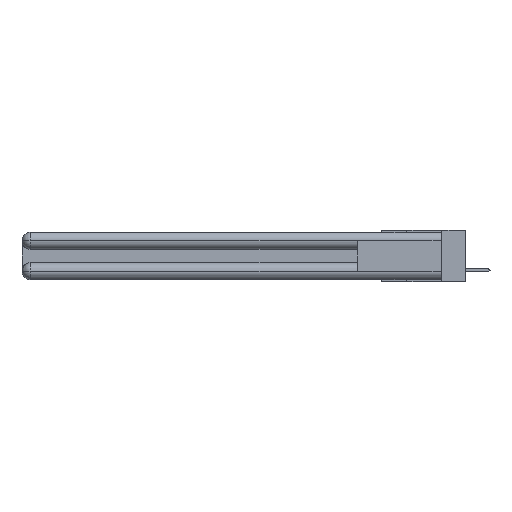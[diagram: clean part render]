
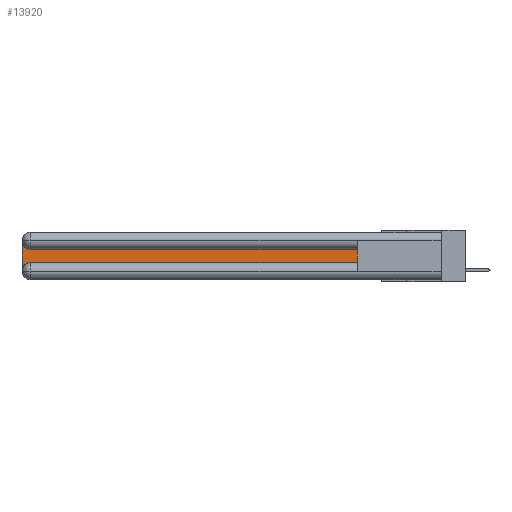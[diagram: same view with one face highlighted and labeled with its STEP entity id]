
A CAD part, left-side view. The second image highlights one B-rep face of the part: STEP entity #13920.
In plain terms, the highlighted planar face has unit normal (-1, 0, 0).
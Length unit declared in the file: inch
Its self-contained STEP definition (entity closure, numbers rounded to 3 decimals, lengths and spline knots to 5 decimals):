
#153 = CARTESIAN_POINT ( 'NONE',  ( 0.075, 3., -0.0625 ) ) ;
#1171 = AXIS2_PLACEMENT_3D ( 'NONE', #15151, #1801, #15527 ) ;
#1546 = ORIENTED_EDGE ( 'NONE', *, *, #13322, .T. ) ;
#1801 = DIRECTION ( 'NONE',  ( 1., 0., 0. ) ) ;
#2104 = EDGE_CURVE ( 'NONE', #9223, #24942, #25495, .T. ) ;
#2149 = PLANE ( 'NONE',  #18330 ) ;
#2287 = ORIENTED_EDGE ( 'NONE', *, *, #5769, .T. ) ;
#3362 = LINE ( 'NONE', #5969, #4082 ) ;
#3778 = CARTESIAN_POINT ( 'NONE',  ( 0.075, 2.94, -0.2175 ) ) ;
#3939 = DIRECTION ( 'NONE',  ( 0., 0., -1. ) ) ;
#4082 = VECTOR ( 'NONE', #24276, 39.37008 ) ;
#4311 = DIRECTION ( 'NONE',  ( 1., 0., 0. ) ) ;
#4859 = ORIENTED_EDGE ( 'NONE', *, *, #2104, .T. ) ;
#5769 = EDGE_CURVE ( 'NONE', #24942, #12326, #3362, .T. ) ;
#5938 = LINE ( 'NONE', #17313, #12651 ) ;
#5969 = CARTESIAN_POINT ( 'NONE',  ( 0.075, 0.6, -0.1225 ) ) ;
#6093 = AXIS2_PLACEMENT_3D ( 'NONE', #28207, #16637, #3939 ) ;
#6268 = CARTESIAN_POINT ( 'NONE',  ( 0.075, 3., -0.2775 ) ) ;
#7556 = VECTOR ( 'NONE', #25937, 39.37008 ) ;
#8505 = DIRECTION ( 'NONE',  ( 0., -1., 0. ) ) ;
#9024 = CIRCLE ( 'NONE', #1171, 0.06 ) ;
#9223 = VERTEX_POINT ( 'NONE', #14519 ) ;
#9633 = CIRCLE ( 'NONE', #6093, 0.06 ) ;
#10722 = CARTESIAN_POINT ( 'NONE',  ( 0.075, 3., -0.1225 ) ) ;
#12326 = VERTEX_POINT ( 'NONE', #14185 ) ;
#12651 = VECTOR ( 'NONE', #8505, 39.37008 ) ;
#13322 = EDGE_CURVE ( 'NONE', #15737, #25341, #14284, .T. ) ;
#13920 = ADVANCED_FACE ( 'NONE', ( #16712 ), #2149, .F. ) ;
#14185 = CARTESIAN_POINT ( 'NONE',  ( 0.075, 2.94, -0.1225 ) ) ;
#14284 = LINE ( 'NONE', #19258, #7556 ) ;
#14519 = CARTESIAN_POINT ( 'NONE',  ( 0.075, 0.6, -0.2175 ) ) ;
#15151 = CARTESIAN_POINT ( 'NONE',  ( 0.075, 2.94, -0.0625 ) ) ;
#15527 = DIRECTION ( 'NONE',  ( 0., 0., -1. ) ) ;
#15737 = VERTEX_POINT ( 'NONE', #153 ) ;
#16637 = DIRECTION ( 'NONE',  ( 1., 0., 0. ) ) ;
#16712 = FACE_OUTER_BOUND ( 'NONE', #18445, .T. ) ;
#17313 = CARTESIAN_POINT ( 'NONE',  ( 0.075, 0.6, -0.2175 ) ) ;
#17957 = EDGE_CURVE ( 'NONE', #25341, #19372, #9633, .T. ) ;
#18330 = AXIS2_PLACEMENT_3D ( 'NONE', #10722, #4311, #22251 ) ;
#18445 = EDGE_LOOP ( 'NONE', ( #2287, #27094, #1546, #29044, #21262, #4859 ) ) ;
#19258 = CARTESIAN_POINT ( 'NONE',  ( 0.075, 3., -0.2175 ) ) ;
#19372 = VERTEX_POINT ( 'NONE', #3778 ) ;
#20001 = DIRECTION ( 'NONE',  ( 0., 0., 1. ) ) ;
#20877 = EDGE_CURVE ( 'NONE', #19372, #9223, #5938, .T. ) ;
#21262 = ORIENTED_EDGE ( 'NONE', *, *, #20877, .T. ) ;
#22251 = DIRECTION ( 'NONE',  ( 0., 0., -1. ) ) ;
#24276 = DIRECTION ( 'NONE',  ( 0., 1., 0. ) ) ;
#24942 = VERTEX_POINT ( 'NONE', #25187 ) ;
#25187 = CARTESIAN_POINT ( 'NONE',  ( 0.075, 0.6, -0.1225 ) ) ;
#25341 = VERTEX_POINT ( 'NONE', #6268 ) ;
#25495 = LINE ( 'NONE', #29103, #27237 ) ;
#25937 = DIRECTION ( 'NONE',  ( 0., 0., -1. ) ) ;
#27094 = ORIENTED_EDGE ( 'NONE', *, *, #28698, .T. ) ;
#27237 = VECTOR ( 'NONE', #20001, 39.37008 ) ;
#28207 = CARTESIAN_POINT ( 'NONE',  ( 0.075, 2.94, -0.2775 ) ) ;
#28698 = EDGE_CURVE ( 'NONE', #12326, #15737, #9024, .T. ) ;
#29044 = ORIENTED_EDGE ( 'NONE', *, *, #17957, .T. ) ;
#29103 = CARTESIAN_POINT ( 'NONE',  ( 0.075, 0.6, -0.2175 ) ) ;
